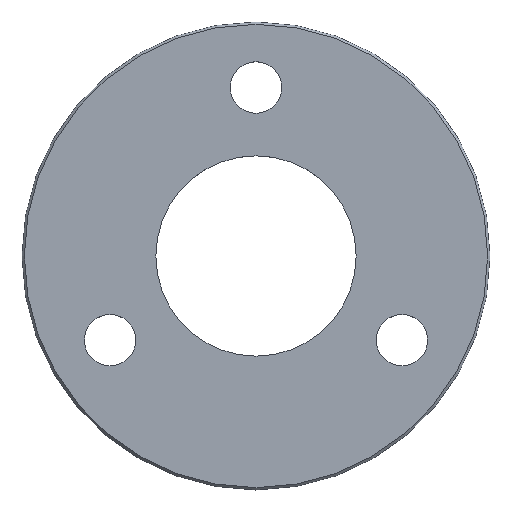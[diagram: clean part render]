
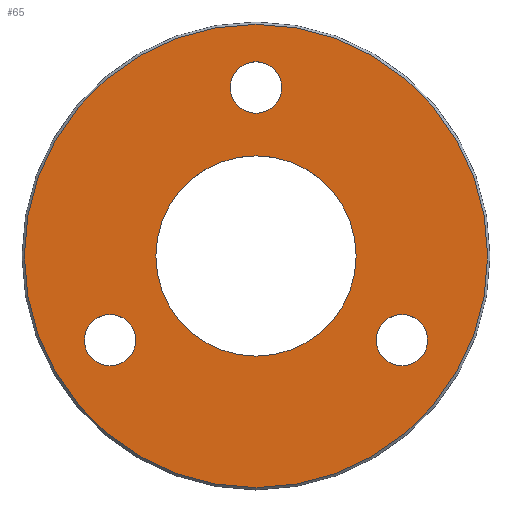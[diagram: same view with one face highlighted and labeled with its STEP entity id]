
A CAD part, top view. The second image highlights one B-rep face of the part: STEP entity #65.
In plain terms, the highlighted planar face has unit normal (0, 0, 1).
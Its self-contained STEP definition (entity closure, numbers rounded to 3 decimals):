
#11 = DIRECTION ( 'NONE',  ( 0., 0., 1. ) ) ;
#16 = ORIENTED_EDGE ( 'NONE', *, *, #52, .F. ) ;
#18 = CARTESIAN_POINT ( 'NONE',  ( 31.177, -18., 4. ) ) ;
#22 = DIRECTION ( 'NONE',  ( 0., 0., 1. ) ) ;
#34 = AXIS2_PLACEMENT_3D ( 'NONE', #335, #123, #288 ) ;
#42 = CARTESIAN_POINT ( 'NONE',  ( 21.4, 0., 4. ) ) ;
#46 = CARTESIAN_POINT ( 'NONE',  ( 0., 0., 4. ) ) ;
#47 = EDGE_CURVE ( 'NONE', #295, #96, #238, .T. ) ;
#48 = FACE_BOUND ( 'NONE', #180, .T. ) ;
#49 = AXIS2_PLACEMENT_3D ( 'NONE', #115, #196, #190 ) ;
#52 = EDGE_CURVE ( 'NONE', #111, #56, #256, .T. ) ;
#56 = VERTEX_POINT ( 'NONE', #515 ) ;
#59 = CIRCLE ( 'NONE', #476, 5.5 ) ;
#65 = ADVANCED_FACE ( 'NONE', ( #167, #85, #48, #491, #372 ), #332, .T. ) ;
#67 = AXIS2_PLACEMENT_3D ( 'NONE', #127, #130, #293 ) ;
#69 = ORIENTED_EDGE ( 'NONE', *, *, #146, .F. ) ;
#85 = FACE_BOUND ( 'NONE', #214, .T. ) ;
#88 = DIRECTION ( 'NONE',  ( 1., 0., 0. ) ) ;
#90 = DIRECTION ( 'NONE',  ( 0., 0., 1. ) ) ;
#96 = VERTEX_POINT ( 'NONE', #42 ) ;
#97 = DIRECTION ( 'NONE',  ( 1., 0., 0. ) ) ;
#108 = CIRCLE ( 'NONE', #272, 5.5 ) ;
#111 = VERTEX_POINT ( 'NONE', #165 ) ;
#115 = CARTESIAN_POINT ( 'NONE',  ( 0., 36., 4. ) ) ;
#123 = DIRECTION ( 'NONE',  ( 0., 0., 1. ) ) ;
#127 = CARTESIAN_POINT ( 'NONE',  ( 31.177, -18., 4. ) ) ;
#130 = DIRECTION ( 'NONE',  ( 0., 0., 1. ) ) ;
#132 = DIRECTION ( 'NONE',  ( 0., 0., 1. ) ) ;
#146 = EDGE_CURVE ( 'NONE', #424, #189, #305, .T. ) ;
#147 = VERTEX_POINT ( 'NONE', #353 ) ;
#151 = DIRECTION ( 'NONE',  ( 0., 0., 1. ) ) ;
#165 = CARTESIAN_POINT ( 'NONE',  ( 5.5, 36., 4. ) ) ;
#167 = FACE_OUTER_BOUND ( 'NONE', #217, .T. ) ;
#169 = DIRECTION ( 'NONE',  ( 1., 0., 0. ) ) ;
#176 = CIRCLE ( 'NONE', #284, 49.5 ) ;
#180 = EDGE_LOOP ( 'NONE', ( #325, #463 ) ) ;
#185 = DIRECTION ( 'NONE',  ( 1., 0., 0. ) ) ;
#189 = VERTEX_POINT ( 'NONE', #521 ) ;
#190 = DIRECTION ( 'NONE',  ( 1., 0., 0. ) ) ;
#196 = DIRECTION ( 'NONE',  ( 0., 0., 1. ) ) ;
#204 = AXIS2_PLACEMENT_3D ( 'NONE', #18, #11, #219 ) ;
#213 = EDGE_CURVE ( 'NONE', #349, #400, #409, .T. ) ;
#214 = EDGE_LOOP ( 'NONE', ( #225, #320 ) ) ;
#217 = EDGE_LOOP ( 'NONE', ( #356, #473 ) ) ;
#219 = DIRECTION ( 'NONE',  ( 1., 0., 0. ) ) ;
#221 = EDGE_LOOP ( 'NONE', ( #69, #474 ) ) ;
#222 = AXIS2_PLACEMENT_3D ( 'NONE', #46, #373, #169 ) ;
#225 = ORIENTED_EDGE ( 'NONE', *, *, #213, .F. ) ;
#228 = ORIENTED_EDGE ( 'NONE', *, *, #494, .F. ) ;
#229 = CARTESIAN_POINT ( 'NONE',  ( -31.177, -18., 4. ) ) ;
#238 = CIRCLE ( 'NONE', #309, 21.4 ) ;
#239 = EDGE_CURVE ( 'NONE', #400, #349, #294, .T. ) ;
#256 = CIRCLE ( 'NONE', #49, 5.5 ) ;
#272 = AXIS2_PLACEMENT_3D ( 'NONE', #464, #90, #97 ) ;
#283 = DIRECTION ( 'NONE',  ( 0., 0., 1. ) ) ;
#284 = AXIS2_PLACEMENT_3D ( 'NONE', #292, #132, #380 ) ;
#285 = DIRECTION ( 'NONE',  ( 1., 0., 0. ) ) ;
#288 = DIRECTION ( 'NONE',  ( 1., 0., 0. ) ) ;
#292 = CARTESIAN_POINT ( 'NONE',  ( 0., 0., 4. ) ) ;
#293 = DIRECTION ( 'NONE',  ( 1., 0., 0. ) ) ;
#294 = CIRCLE ( 'NONE', #67, 5.5 ) ;
#295 = VERTEX_POINT ( 'NONE', #415 ) ;
#305 = CIRCLE ( 'NONE', #324, 5.5 ) ;
#309 = AXIS2_PLACEMENT_3D ( 'NONE', #398, #151, #475 ) ;
#320 = ORIENTED_EDGE ( 'NONE', *, *, #239, .F. ) ;
#324 = AXIS2_PLACEMENT_3D ( 'NONE', #229, #22, #185 ) ;
#325 = ORIENTED_EDGE ( 'NONE', *, *, #47, .F. ) ;
#329 = EDGE_CURVE ( 'NONE', #96, #295, #361, .T. ) ;
#332 = PLANE ( 'NONE',  #34 ) ;
#335 = CARTESIAN_POINT ( 'NONE',  ( 0., 0., 4. ) ) ;
#338 = EDGE_CURVE ( 'NONE', #517, #147, #490, .T. ) ;
#342 = EDGE_LOOP ( 'NONE', ( #228, #16 ) ) ;
#349 = VERTEX_POINT ( 'NONE', #375 ) ;
#353 = CARTESIAN_POINT ( 'NONE',  ( -49.5, 0., 4. ) ) ;
#356 = ORIENTED_EDGE ( 'NONE', *, *, #407, .T. ) ;
#361 = CIRCLE ( 'NONE', #426, 21.4 ) ;
#365 = CARTESIAN_POINT ( 'NONE',  ( 49.5, 0., 4. ) ) ;
#372 = FACE_BOUND ( 'NONE', #221, .T. ) ;
#373 = DIRECTION ( 'NONE',  ( 0., 0., 1. ) ) ;
#375 = CARTESIAN_POINT ( 'NONE',  ( 25.677, -18., 4. ) ) ;
#380 = DIRECTION ( 'NONE',  ( 1., 0., 0. ) ) ;
#388 = EDGE_CURVE ( 'NONE', #189, #424, #108, .T. ) ;
#398 = CARTESIAN_POINT ( 'NONE',  ( 0., 0., 4. ) ) ;
#400 = VERTEX_POINT ( 'NONE', #457 ) ;
#407 = EDGE_CURVE ( 'NONE', #147, #517, #176, .T. ) ;
#409 = CIRCLE ( 'NONE', #204, 5.5 ) ;
#415 = CARTESIAN_POINT ( 'NONE',  ( -21.4, 0., 4. ) ) ;
#418 = DIRECTION ( 'NONE',  ( 0., 0., 1. ) ) ;
#422 = CARTESIAN_POINT ( 'NONE',  ( 0., 0., 4. ) ) ;
#424 = VERTEX_POINT ( 'NONE', #452 ) ;
#426 = AXIS2_PLACEMENT_3D ( 'NONE', #422, #418, #88 ) ;
#452 = CARTESIAN_POINT ( 'NONE',  ( -36.677, -18., 4. ) ) ;
#457 = CARTESIAN_POINT ( 'NONE',  ( 36.677, -18., 4. ) ) ;
#463 = ORIENTED_EDGE ( 'NONE', *, *, #329, .F. ) ;
#464 = CARTESIAN_POINT ( 'NONE',  ( -31.177, -18., 4. ) ) ;
#473 = ORIENTED_EDGE ( 'NONE', *, *, #338, .T. ) ;
#474 = ORIENTED_EDGE ( 'NONE', *, *, #388, .F. ) ;
#475 = DIRECTION ( 'NONE',  ( 1., 0., 0. ) ) ;
#476 = AXIS2_PLACEMENT_3D ( 'NONE', #489, #283, #285 ) ;
#489 = CARTESIAN_POINT ( 'NONE',  ( 0., 36., 4. ) ) ;
#490 = CIRCLE ( 'NONE', #222, 49.5 ) ;
#491 = FACE_BOUND ( 'NONE', #342, .T. ) ;
#494 = EDGE_CURVE ( 'NONE', #56, #111, #59, .T. ) ;
#515 = CARTESIAN_POINT ( 'NONE',  ( -5.5, 36., 4. ) ) ;
#517 = VERTEX_POINT ( 'NONE', #365 ) ;
#521 = CARTESIAN_POINT ( 'NONE',  ( -25.677, -18., 4. ) ) ;
